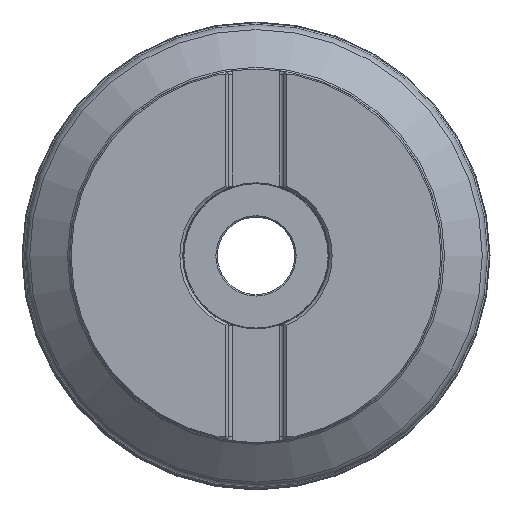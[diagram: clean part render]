
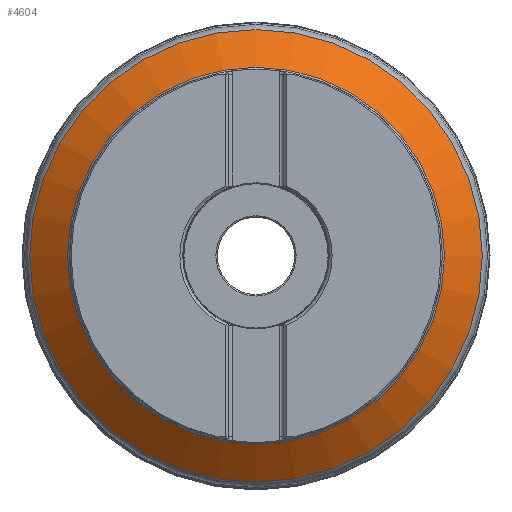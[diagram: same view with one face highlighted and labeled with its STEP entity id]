
A CAD part, top view. The second image highlights one B-rep face of the part: STEP entity #4604.
In plain terms, the highlighted conical face has half-angle 50 degrees and reference radius 65 mm.
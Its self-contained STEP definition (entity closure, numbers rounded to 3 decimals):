
#4526=CONICAL_SURFACE('',#27185,65.,50.);
#4604=ADVANCED_FACE('',(#8522,#8523),#4526,.T.);
#8522=FACE_BOUND('',#8779,.T.);
#8523=FACE_BOUND('',#8780,.T.);
#8779=EDGE_LOOP('',(#10715));
#8780=EDGE_LOOP('',(#10716));
#10715=ORIENTED_EDGE('',*,*,#20969,.T.);
#10716=ORIENTED_EDGE('',*,*,#20968,.T.);
#18601=VERTEX_POINT('',#35660);
#18602=VERTEX_POINT('',#35663);
#20968=EDGE_CURVE('',#18601,#18601,#24912,.T.);
#20969=EDGE_CURVE('',#18602,#18602,#24913,.T.);
#24912=CIRCLE('',#27182,78.914);
#24913=CIRCLE('',#27184,65.714);
#27182=AXIS2_PLACEMENT_3D('',#35659,#29710,#29711);
#27184=AXIS2_PLACEMENT_3D('',#35662,#29714,#29715);
#27185=AXIS2_PLACEMENT_3D('',#35664,#29716,#29717);
#29710=DIRECTION('',(0.,0.,1.));
#29711=DIRECTION('',(1.,0.,0.));
#29714=DIRECTION('',(0.,0.,-1.));
#29715=DIRECTION('',(-1.,0.,0.));
#29716=DIRECTION('',(0.,0.,-1.));
#29717=DIRECTION('',(-1.,0.,0.));
#35659=CARTESIAN_POINT('',(0.,0.,-27.675));
#35660=CARTESIAN_POINT('',(78.914,0.,-27.675));
#35662=CARTESIAN_POINT('',(0.,0.,-16.599));
#35663=CARTESIAN_POINT('',(-65.714,0.,-16.599));
#35664=CARTESIAN_POINT('',(0.,0.,-16.));
